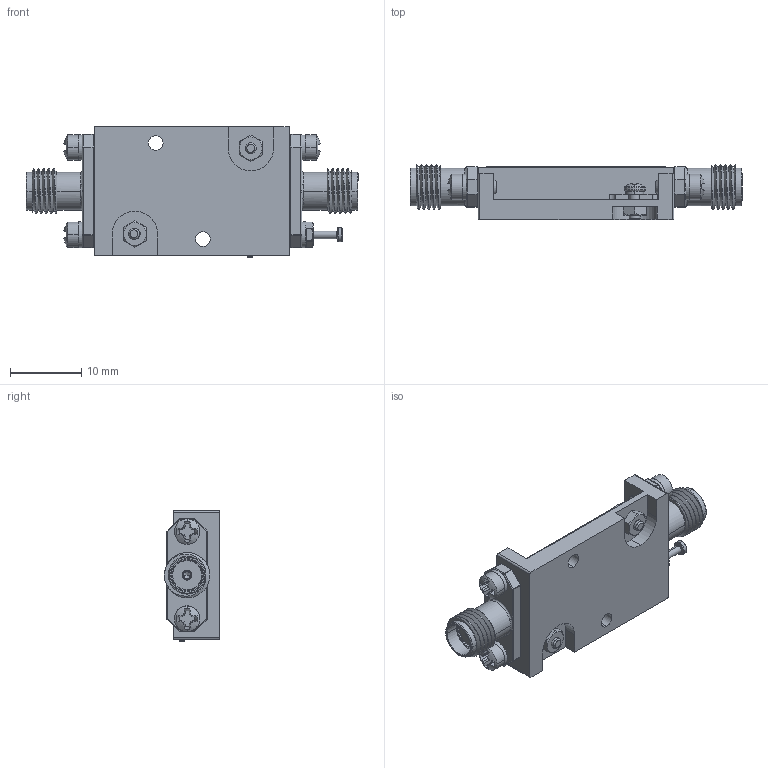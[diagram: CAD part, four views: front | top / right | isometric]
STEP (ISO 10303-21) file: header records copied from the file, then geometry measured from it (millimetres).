
FILE_DESCRIPTION (( 'STEP AP214' ), '1' );
FILE_NAME ('PLN-612-27-1-LCA.STEP', '2025-07-11T13:29:29', ( '' ), ( '' ), 'SwSTEP 2.0', 'SolidWorks 2024', '' );
FILE_SCHEMA (( 'AUTOMOTIVE_DESIGN' ));
Length unit declared in the file: inch
Products named in the file (1): PLN-612-27-1-LCA
Bounding box: 46.48 x 7.73 x 18.29 mm (x, y, z)
Volume: 3214.1 mm3; surface area: 4988.4 mm2
Topology: 27 solids, 27 shells, 1019 faces, 3165 edges, 2290 vertices
Faces by surface type: plane 376, cylinder 311, torus 131, cone 110, sphere 71, bspline 20
Entity records: 53388 total; most frequent: CARTESIAN_POINT 12138, ORIENTED_EDGE 6214, DIRECTION 5575, EDGE_CURVE 3107, VERTEX_POINT 2286, AXIS2_PLACEMENT_3D 2063, LINE 1449, VECTOR 1449
